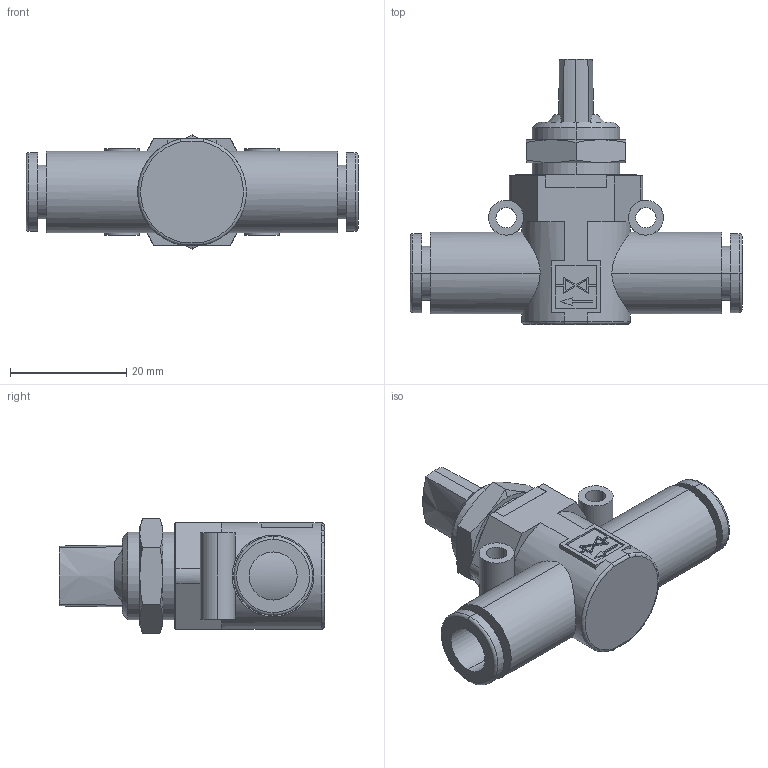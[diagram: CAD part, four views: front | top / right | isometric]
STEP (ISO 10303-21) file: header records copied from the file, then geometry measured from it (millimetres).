
FILE_DESCRIPTION (( 'STEP AP203' ), '1' );
FILE_NAME ('HVU516-3.step', '2016-02-15T19:54:15', ( '' ), ( '' ), 'SwSTEP 2.0', 'SolidWorks 2015', '' );
FILE_SCHEMA (( 'CONFIG_CONTROL_DESIGN' ));
Length unit declared in the file: millimetre
Products named in the file (1): HVU516-3
Bounding box: 57 x 45.5 x 19.63 mm (x, y, z)
Volume: 13788.3 mm3; surface area: 8787.1 mm2
Topology: 4 solids, 4 shells, 172 faces, 430 edges, 282 vertices
Faces by surface type: plane 105, cylinder 47, cone 14, torus 6
Entity records: 5775 total; most frequent: CARTESIAN_POINT 1567, ORIENTED_EDGE 860, DIRECTION 832, EDGE_CURVE 430, VERTEX_POINT 282, AXIS2_PLACEMENT_3D 281, VECTOR 270, LINE 270
